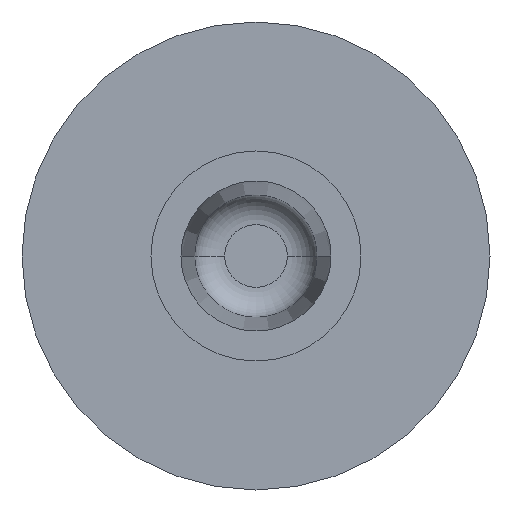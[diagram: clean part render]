
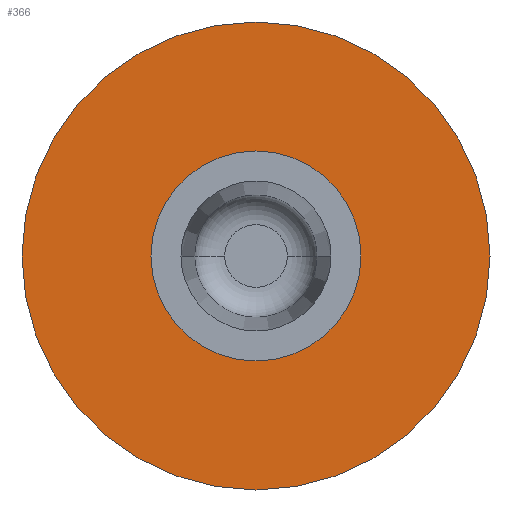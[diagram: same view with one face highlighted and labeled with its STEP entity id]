
A CAD part, front view. The second image highlights one B-rep face of the part: STEP entity #366.
In plain terms, the highlighted planar face has unit normal (0, -1, 0).
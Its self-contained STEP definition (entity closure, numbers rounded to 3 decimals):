
#12 = EDGE_LOOP ( 'NONE', ( #199, #25 ) ) ;
#14 = AXIS2_PLACEMENT_3D ( 'NONE', #379, #707, #694 ) ;
#25 = ORIENTED_EDGE ( 'NONE', *, *, #534, .T. ) ;
#30 = AXIS2_PLACEMENT_3D ( 'NONE', #663, #438, #711 ) ;
#45 = EDGE_LOOP ( 'NONE', ( #134, #348 ) ) ;
#46 = AXIS2_PLACEMENT_3D ( 'NONE', #399, #61, #454 ) ;
#61 = DIRECTION ( 'NONE',  ( 0., 1., 0. ) ) ;
#117 = VERTEX_POINT ( 'NONE', #587 ) ;
#134 = ORIENTED_EDGE ( 'NONE', *, *, #197, .T. ) ;
#160 = PLANE ( 'NONE',  #30 ) ;
#187 = CIRCLE ( 'NONE', #14, 1.75 ) ;
#197 = EDGE_CURVE ( 'NONE', #561, #117, #187, .T. ) ;
#199 = ORIENTED_EDGE ( 'NONE', *, *, #654, .T. ) ;
#217 = FACE_OUTER_BOUND ( 'NONE', #12, .T. ) ;
#233 = CARTESIAN_POINT ( 'NONE',  ( -3.9, -23.5, 0. ) ) ;
#236 = CARTESIAN_POINT ( 'NONE',  ( 0., -23.5, 0. ) ) ;
#239 = EDGE_CURVE ( 'NONE', #117, #561, #706, .T. ) ;
#247 = CARTESIAN_POINT ( 'NONE',  ( 3.9, -23.5, 0. ) ) ;
#250 = CARTESIAN_POINT ( 'NONE',  ( 0., -23.5, 0. ) ) ;
#265 = CIRCLE ( 'NONE', #288, 3.9 ) ;
#288 = AXIS2_PLACEMENT_3D ( 'NONE', #250, #359, #345 ) ;
#331 = FACE_BOUND ( 'NONE', #45, .T. ) ;
#345 = DIRECTION ( 'NONE',  ( 1., 0., 0. ) ) ;
#348 = ORIENTED_EDGE ( 'NONE', *, *, #239, .T. ) ;
#355 = CARTESIAN_POINT ( 'NONE',  ( -1.75, -23.5, 0. ) ) ;
#359 = DIRECTION ( 'NONE',  ( 0., -1., 0. ) ) ;
#366 = ADVANCED_FACE ( 'NONE', ( #331, #217 ), #160, .T. ) ;
#379 = CARTESIAN_POINT ( 'NONE',  ( 0., -23.5, 0. ) ) ;
#399 = CARTESIAN_POINT ( 'NONE',  ( 0., -23.5, 0. ) ) ;
#426 = DIRECTION ( 'NONE',  ( 1., 0., 0. ) ) ;
#438 = DIRECTION ( 'NONE',  ( 0., -1., 0. ) ) ;
#454 = DIRECTION ( 'NONE',  ( -1., 0., 0. ) ) ;
#520 = VERTEX_POINT ( 'NONE', #233 ) ;
#534 = EDGE_CURVE ( 'NONE', #520, #598, #647, .T. ) ;
#561 = VERTEX_POINT ( 'NONE', #355 ) ;
#567 = AXIS2_PLACEMENT_3D ( 'NONE', #236, #608, #426 ) ;
#587 = CARTESIAN_POINT ( 'NONE',  ( 1.75, -23.5, 0. ) ) ;
#598 = VERTEX_POINT ( 'NONE', #247 ) ;
#608 = DIRECTION ( 'NONE',  ( 0., -1., 0. ) ) ;
#647 = CIRCLE ( 'NONE', #567, 3.9 ) ;
#654 = EDGE_CURVE ( 'NONE', #598, #520, #265, .T. ) ;
#663 = CARTESIAN_POINT ( 'NONE',  ( 3.9, -23.5, 0. ) ) ;
#694 = DIRECTION ( 'NONE',  ( -1., 0., 0. ) ) ;
#706 = CIRCLE ( 'NONE', #46, 1.75 ) ;
#707 = DIRECTION ( 'NONE',  ( 0., 1., 0. ) ) ;
#711 = DIRECTION ( 'NONE',  ( 1., 0., 0. ) ) ;
